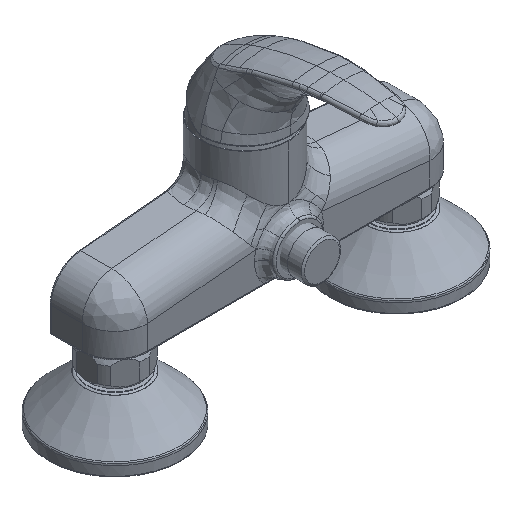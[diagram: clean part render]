
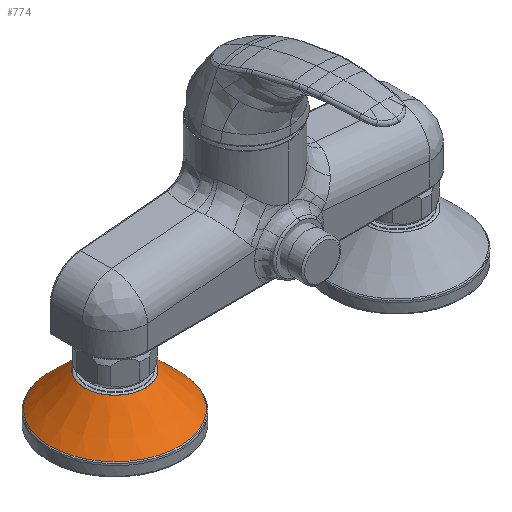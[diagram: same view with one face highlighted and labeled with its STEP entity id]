
A CAD part, isometric view. The second image highlights one B-rep face of the part: STEP entity #774.
In plain terms, the highlighted conical face has half-angle 45.496 degrees and reference radius 35 mm.
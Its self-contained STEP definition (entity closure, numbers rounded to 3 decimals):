
#34 = DIRECTION ( 'NONE',  ( 0., 0., -1. ) ) ;
#583 = CARTESIAN_POINT ( 'NONE',  ( -107.343, 11.722, 6.588 ) ) ;
#634 = CARTESIAN_POINT ( 'NONE',  ( -96.545, -26.914, 6.588 ) ) ;
#690 = CARTESIAN_POINT ( 'NONE',  ( -56.434, -29.05, 6.588 ) ) ;
#739 = CARTESIAN_POINT ( 'NONE',  ( -42.133, 10.408, 6.588 ) ) ;
#774 = ADVANCED_FACE ( 'NONE', ( #15222, #15091 ), #15061, .T. ) ;
#797 = CARTESIAN_POINT ( 'NONE',  ( -74.298, 34.468, 6.588 ) ) ;
#852 = CARTESIAN_POINT ( 'NONE',  ( -107.343, 11.722, 6.588 ) ) ;
#1807 = DIRECTION ( 'NONE',  ( -0.94, 0.341, 0. ) ) ;
#1857 = CARTESIAN_POINT ( 'NONE',  ( -108.669, 7.413, 6.588 ) ) ;
#1909 = CARTESIAN_POINT ( 'NONE',  ( -90.88, -30.6, 6.588 ) ) ;
#1915 = CARTESIAN_POINT ( 'NONE',  ( -75., 0., 6. ) ) ;
#1939 = DIRECTION ( 'NONE',  ( 0., 0., -1. ) ) ;
#1968 = CARTESIAN_POINT ( 'NONE',  ( -51.124, -24.869, 6.588 ) ) ;
#2020 = CARTESIAN_POINT ( 'NONE',  ( -44.795, 16.62, 6.588 ) ) ;
#2079 = CARTESIAN_POINT ( 'NONE',  ( -81.036, 33.943, 6.588 ) ) ;
#3142 = CARTESIAN_POINT ( 'NONE',  ( -109.468, 0.702, 6.588 ) ) ;
#3197 = CARTESIAN_POINT ( 'NONE',  ( -84.606, -33.11, 6.588 ) ) ;
#3253 = CARTESIAN_POINT ( 'NONE',  ( -46.731, -19.733, 6.588 ) ) ;
#3307 = CARTESIAN_POINT ( 'NONE',  ( -48.618, 22.194, 6.588 ) ) ;
#3365 = CARTESIAN_POINT ( 'NONE',  ( -87.542, 32.113, 6.588 ) ) ;
#3878 = VERTEX_POINT ( 'NONE', #12562 ) ;
#4281 = CIRCLE ( 'NONE', #7815, 16.252 ) ;
#4441 = CARTESIAN_POINT ( 'NONE',  ( -108.943, -6.036, 6.588 ) ) ;
#4490 = CARTESIAN_POINT ( 'NONE',  ( -77.961, -34.348, 6.588 ) ) ;
#4543 = CARTESIAN_POINT ( 'NONE',  ( -43.424, -13.839, 6.588 ) ) ;
#4598 = CARTESIAN_POINT ( 'NONE',  ( -53.455, 26.914, 6.588 ) ) ;
#4635 = EDGE_CURVE ( 'NONE', #9243, #9243, #8292, .T. ) ;
#4653 = CARTESIAN_POINT ( 'NONE',  ( -93.566, 29.05, 6.588 ) ) ;
#5659 = CARTESIAN_POINT ( 'NONE',  ( -108.11, 9.606, 6.588 ) ) ;
#5714 = CARTESIAN_POINT ( 'NONE',  ( -107.113, -12.542, 6.588 ) ) ;
#5773 = CARTESIAN_POINT ( 'NONE',  ( -71.204, -34.266, 6.588 ) ) ;
#5827 = CARTESIAN_POINT ( 'NONE',  ( -41.331, -7.413, 6.588 ) ) ;
#5880 = CARTESIAN_POINT ( 'NONE',  ( -59.12, 30.6, 6.588 ) ) ;
#5932 = CARTESIAN_POINT ( 'NONE',  ( -98.876, 24.869, 6.588 ) ) ;
#6312 = CARTESIAN_POINT ( 'NONE',  ( -107.343, 11.722, 6.588 ) ) ;
#6984 = CARTESIAN_POINT ( 'NONE',  ( -104.05, -18.566, 6.588 ) ) ;
#7034 = CARTESIAN_POINT ( 'NONE',  ( -64.592, -32.867, 6.588 ) ) ;
#7093 = CARTESIAN_POINT ( 'NONE',  ( -40.532, -0.702, 6.588 ) ) ;
#7147 = CARTESIAN_POINT ( 'NONE',  ( -65.394, 33.11, 6.588 ) ) ;
#7202 = CARTESIAN_POINT ( 'NONE',  ( -103.269, 19.733, 6.588 ) ) ;
#7662 = CARTESIAN_POINT ( 'NONE',  ( -75., 0., 24.426 ) ) ;
#7815 = AXIS2_PLACEMENT_3D ( 'NONE', #7662, #34, #8959 ) ;
#8257 = CARTESIAN_POINT ( 'NONE',  ( -99.869, -23.876, 6.588 ) ) ;
#8292 = B_SPLINE_CURVE_WITH_KNOTS ( 'NONE', 3,
 ( #583, #5659, #1857, #10735, #3142, #11901, #4441, #13078, #5714, #14283, #6984, #15505, #8257, #634, #9556, #1909, #10788, #3197, #11952, #4490, #13129, #5773, #14337, #7034, #15568, #8312, #690, #9607, #1968, #10831, #3253, #12005, #4543, #13172, #5827, #14397, #7093, #15617, #8373, #739, #9661, #2020, #10894, #3307, #12055, #4598, #13222, #5880, #14445, #7147, #15672, #8424, #797, #9715, #2079, #10941, #3365, #12104, #4653, #13275, #5932, #14493, #7202, #15721, #8480, #852 ),
 .UNSPECIFIED., .T., .F.,
 ( 4, 2, 2, 2, 2, 2, 2, 2, 2, 2, 2, 2, 2, 2, 2, 2, 2, 2, 2, 2, 2, 2, 2, 2, 2, 2, 2, 2, 2, 2, 2, 2, 4 ),
 ( 0., 0.031, 0.063, 0.094, 0.125, 0.156, 0.188, 0.219, 0.25, 0.281, 0.313, 0.344, 0.375, 0.406, 0.438, 0.469, 0.5, 0.531, 0.563, 0.594, 0.625, 0.656, 0.688, 0.719, 0.75, 0.781, 0.813, 0.844, 0.875, 0.906, 0.938, 0.969, 1. ),
 .UNSPECIFIED. ) ;
#8312 = CARTESIAN_POINT ( 'NONE',  ( -58.38, -30.205, 6.588 ) ) ;
#8373 = CARTESIAN_POINT ( 'NONE',  ( -41.057, 6.036, 6.588 ) ) ;
#8424 = CARTESIAN_POINT ( 'NONE',  ( -72.039, 34.348, 6.588 ) ) ;
#8480 = CARTESIAN_POINT ( 'NONE',  ( -106.576, 13.839, 6.588 ) ) ;
#8959 = DIRECTION ( 'NONE',  ( -0.94, 0.341, 0. ) ) ;
#9243 = VERTEX_POINT ( 'NONE', #6312 ) ;
#9489 = AXIS2_PLACEMENT_3D ( 'NONE', #1915, #1939, #1807 ) ;
#9556 = CARTESIAN_POINT ( 'NONE',  ( -94.733, -28.269, 6.588 ) ) ;
#9607 = CARTESIAN_POINT ( 'NONE',  ( -52.806, -26.382, 6.588 ) ) ;
#9661 = CARTESIAN_POINT ( 'NONE',  ( -42.887, 12.542, 6.588 ) ) ;
#9715 = CARTESIAN_POINT ( 'NONE',  ( -78.796, 34.266, 6.588 ) ) ;
#10687 = ORIENTED_EDGE ( 'NONE', *, *, #11849, .T. ) ;
#10735 = CARTESIAN_POINT ( 'NONE',  ( -109.348, 2.961, 6.588 ) ) ;
#10788 = CARTESIAN_POINT ( 'NONE',  ( -88.839, -31.576, 6.588 ) ) ;
#10831 = CARTESIAN_POINT ( 'NONE',  ( -48.086, -21.545, 6.588 ) ) ;
#10894 = CARTESIAN_POINT ( 'NONE',  ( -45.95, 18.566, 6.588 ) ) ;
#10941 = CARTESIAN_POINT ( 'NONE',  ( -85.408, 32.867, 6.588 ) ) ;
#11355 = EDGE_LOOP ( 'NONE', ( #15981 ) ) ;
#11500 = EDGE_LOOP ( 'NONE', ( #10687 ) ) ;
#11849 = EDGE_CURVE ( 'NONE', #3878, #3878, #4281, .T. ) ;
#11901 = CARTESIAN_POINT ( 'NONE',  ( -109.266, -3.796, 6.588 ) ) ;
#11952 = CARTESIAN_POINT ( 'NONE',  ( -82.413, -33.669, 6.588 ) ) ;
#12005 = CARTESIAN_POINT ( 'NONE',  ( -44.4, -15.88, 6.588 ) ) ;
#12055 = CARTESIAN_POINT ( 'NONE',  ( -50.131, 23.876, 6.588 ) ) ;
#12104 = CARTESIAN_POINT ( 'NONE',  ( -91.62, 30.205, 6.588 ) ) ;
#12562 = CARTESIAN_POINT ( 'NONE',  ( -90.279, 5.538, 24.426 ) ) ;
#13078 = CARTESIAN_POINT ( 'NONE',  ( -107.867, -10.408, 6.588 ) ) ;
#13129 = CARTESIAN_POINT ( 'NONE',  ( -75.702, -34.468, 6.588 ) ) ;
#13172 = CARTESIAN_POINT ( 'NONE',  ( -41.89, -9.606, 6.588 ) ) ;
#13222 = CARTESIAN_POINT ( 'NONE',  ( -55.267, 28.269, 6.588 ) ) ;
#13275 = CARTESIAN_POINT ( 'NONE',  ( -97.194, 26.382, 6.588 ) ) ;
#14283 = CARTESIAN_POINT ( 'NONE',  ( -105.205, -16.62, 6.588 ) ) ;
#14337 = CARTESIAN_POINT ( 'NONE',  ( -68.964, -33.943, 6.588 ) ) ;
#14397 = CARTESIAN_POINT ( 'NONE',  ( -40.652, -2.961, 6.588 ) ) ;
#14445 = CARTESIAN_POINT ( 'NONE',  ( -61.161, 31.576, 6.588 ) ) ;
#14493 = CARTESIAN_POINT ( 'NONE',  ( -101.914, 21.545, 6.588 ) ) ;
#15061 = CONICAL_SURFACE ( 'NONE', #9489, 35., 0.794 ) ;
#15091 = FACE_BOUND ( 'NONE', #11500, .T. ) ;
#15222 = FACE_OUTER_BOUND ( 'NONE', #11355, .T. ) ;
#15505 = CARTESIAN_POINT ( 'NONE',  ( -101.382, -22.194, 6.588 ) ) ;
#15568 = CARTESIAN_POINT ( 'NONE',  ( -62.458, -32.113, 6.588 ) ) ;
#15617 = CARTESIAN_POINT ( 'NONE',  ( -40.734, 3.796, 6.588 ) ) ;
#15672 = CARTESIAN_POINT ( 'NONE',  ( -67.587, 33.669, 6.588 ) ) ;
#15721 = CARTESIAN_POINT ( 'NONE',  ( -105.6, 15.88, 6.588 ) ) ;
#15981 = ORIENTED_EDGE ( 'NONE', *, *, #4635, .T. ) ;
